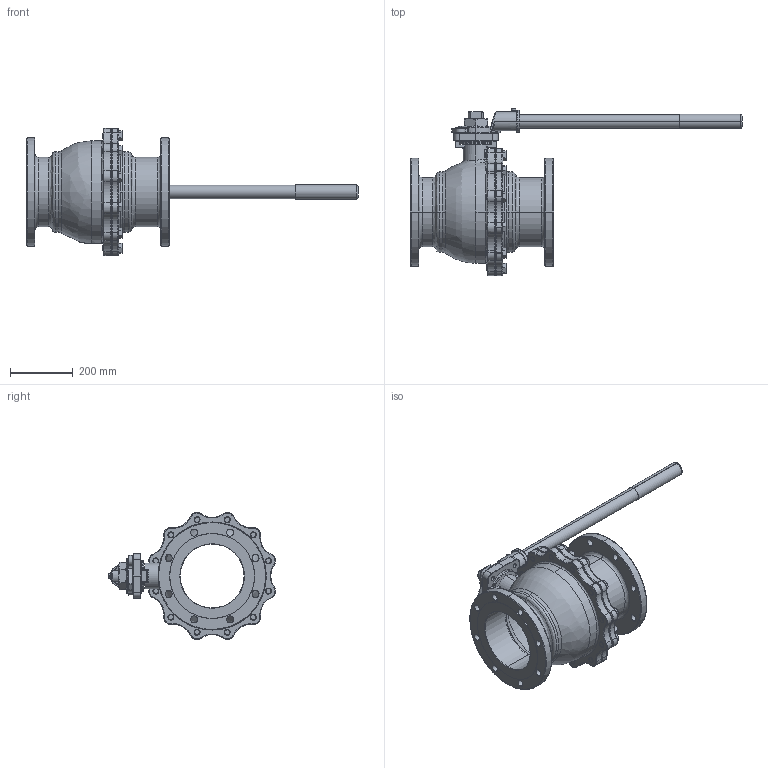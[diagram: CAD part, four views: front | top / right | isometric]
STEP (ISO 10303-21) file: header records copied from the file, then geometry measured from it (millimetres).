
FILE_DESCRIPTION (( 'STEP AP214' ), '1' );
FILE_NAME ('Fig. 315&415 DN-200 ICP.STEP', '2021-02-04T12:14:34', ( '' ), ( '' ), 'SwSTEP 2.0', 'SolidWorks 2020', '' );
FILE_SCHEMA (( 'AUTOMOTIVE_DESIGN' ));
Length unit declared in the file: millimetre
Products named in the file (13): LCV-150-200-01; LCV-150-200-13; LCV-150-200-17; LCV-150-200-14; DIN 2093 - Ø100 x Ø51 x 2.7_Comprimido Fig.315&415; LCV-150-200-05; LCV-150-200-19_Rev.0; Hexagon Nut ISO 8675 - M48 x 3.0 - C_Hexagon Nut ISO 8675 - M48 x 3.0 - C; LCV-150-200-02_2D; 3_4-10 x 2_3_4-10 x 2; DIN 912 M16 x 25 --- 25N_DIN 912 M16 x 25 --- 25N; Fig. 315&415 DN-200 ICP; DIN 912 - M8 x 12
Assembly tree (25 placements, depth 2):
  Fig. 315&415 DN-200 ICP
    LCV-150-200-01
    LCV-150-200-02_2D
    LCV-150-200-05
    LCV-150-200-13
    LCV-150-200-14
    LCV-150-200-17
    LCV-150-200-19_Rev.0
    DIN 912 - M8 x 12
    DIN 2093 - Ø100 x Ø51 x 2.7_Comprimido Fig.315&415  x2
    DIN 912 M16 x 25 --- 25N_DIN 912 M16 x 25 --- 25N
    Hexagon Nut ISO 8675 - M48 x 3.0 - C_Hexagon Nut ISO 8675 - M48 x 3.0 - C  x2
    3_4-10 x 2_3_4-10 x 2  x12
Bounding box: 1054 x 531.14 x 403.39 mm (x, y, z)
Volume: 10052933.5 mm3; surface area: 1883859.8 mm2
Topology: 25 solids, 26 shells, 1306 faces, 3069 edges, 1841 vertices
Faces by surface type: cylinder 391, plane 368, bspline 357, cone 190
Entity records: 59406 total; most frequent: CARTESIAN_POINT 37913, ORIENTED_EDGE 4602, DIRECTION 4119, EDGE_CURVE 2305, AXIS2_PLACEMENT_3D 1717, VERTEX_POINT 1418, EDGE_LOOP 1101, CIRCLE 1075
